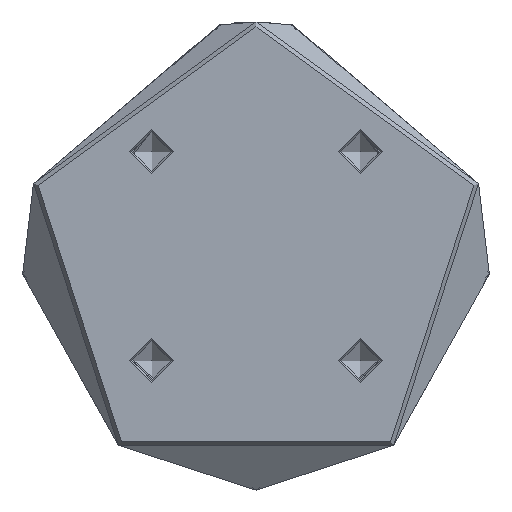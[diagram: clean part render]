
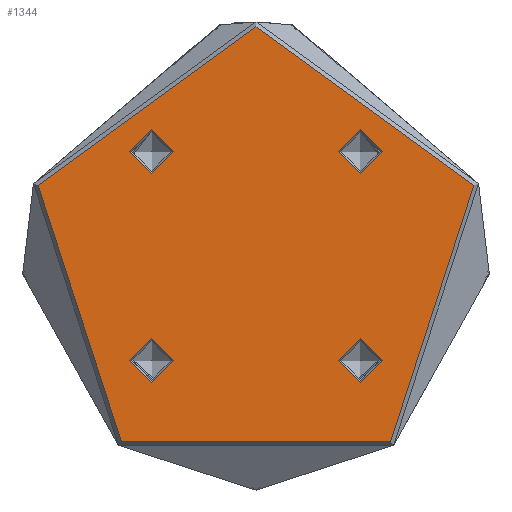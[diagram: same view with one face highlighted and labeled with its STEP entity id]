
A CAD part, front view. The second image highlights one B-rep face of the part: STEP entity #1344.
In plain terms, the highlighted face is planar.
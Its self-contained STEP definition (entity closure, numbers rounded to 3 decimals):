
#179 = AXIS2_PLACEMENT_3D ( 'NONE', #4686, #1669, #5161 ) ;
#204 = EDGE_CURVE ( 'NONE', #4951, #4951, #1039, .T. ) ;
#528 = CARTESIAN_POINT ( 'NONE',  ( 21.213, -21.213, 0. ) ) ;
#538 = FACE_BOUND ( 'NONE', #5475, .T. ) ;
#574 = CIRCLE ( 'NONE', #179, 46.5 ) ;
#579 = CARTESIAN_POINT ( 'NONE',  ( -21.213, -21.213, 0. ) ) ;
#623 = ORIENTED_EDGE ( 'NONE', *, *, #1738, .F. ) ;
#718 = EDGE_LOOP ( 'NONE', ( #3616 ) ) ;
#751 = FACE_BOUND ( 'NONE', #718, .T. ) ;
#954 = VERTEX_POINT ( 'NONE', #2515 ) ;
#1019 = DIRECTION ( 'NONE',  ( 1., 0., 0. ) ) ;
#1039 = CIRCLE ( 'NONE', #6255, 4.5 ) ;
#1054 = VERTEX_POINT ( 'NONE', #2538 ) ;
#1082 = DIRECTION ( 'NONE',  ( -1., 0., 0. ) ) ;
#1115 = PLANE ( 'NONE',  #5255 ) ;
#1344 = ADVANCED_FACE ( 'NONE', ( #1835, #538, #751, #3221, #4553 ), #1115, .F. ) ;
#1365 = CARTESIAN_POINT ( 'NONE',  ( 21.213, 21.213, 0. ) ) ;
#1590 = ORIENTED_EDGE ( 'NONE', *, *, #4803, .T. ) ;
#1617 = DIRECTION ( 'NONE',  ( 0., 0., -1. ) ) ;
#1669 = DIRECTION ( 'NONE',  ( 0., 0., 1. ) ) ;
#1738 = EDGE_CURVE ( 'NONE', #3405, #3405, #2981, .T. ) ;
#1835 = FACE_BOUND ( 'NONE', #3218, .T. ) ;
#1867 = DIRECTION ( 'NONE',  ( 1., 0., 0. ) ) ;
#1904 = EDGE_LOOP ( 'NONE', ( #623 ) ) ;
#2038 = CARTESIAN_POINT ( 'NONE',  ( 25.713, -21.213, 0. ) ) ;
#2298 = CARTESIAN_POINT ( 'NONE',  ( -21.213, 21.213, 0. ) ) ;
#2369 = VERTEX_POINT ( 'NONE', #2038 ) ;
#2515 = CARTESIAN_POINT ( 'NONE',  ( -25.713, -21.213, 0. ) ) ;
#2538 = CARTESIAN_POINT ( 'NONE',  ( 46.5, 0., 0. ) ) ;
#2681 = EDGE_CURVE ( 'NONE', #954, #954, #6189, .T. ) ;
#2811 = DIRECTION ( 'NONE',  ( -1., 0., 0. ) ) ;
#2981 = CIRCLE ( 'NONE', #5645, 4.5 ) ;
#3218 = EDGE_LOOP ( 'NONE', ( #5310 ) ) ;
#3221 = FACE_BOUND ( 'NONE', #1904, .T. ) ;
#3290 = AXIS2_PLACEMENT_3D ( 'NONE', #579, #4111, #1082 ) ;
#3336 = ORIENTED_EDGE ( 'NONE', *, *, #204, .T. ) ;
#3405 = VERTEX_POINT ( 'NONE', #4029 ) ;
#3616 = ORIENTED_EDGE ( 'NONE', *, *, #4256, .T. ) ;
#4029 = CARTESIAN_POINT ( 'NONE',  ( 25.713, 21.213, 0. ) ) ;
#4050 = DIRECTION ( 'NONE',  ( 0., 0., -1. ) ) ;
#4111 = DIRECTION ( 'NONE',  ( 0., 0., 1. ) ) ;
#4149 = CARTESIAN_POINT ( 'NONE',  ( 0., 0., 0. ) ) ;
#4256 = EDGE_CURVE ( 'NONE', #2369, #2369, #4728, .T. ) ;
#4553 = FACE_OUTER_BOUND ( 'NONE', #5879, .T. ) ;
#4686 = CARTESIAN_POINT ( 'NONE',  ( 0., 0., 0. ) ) ;
#4728 = CIRCLE ( 'NONE', #6125, 4.5 ) ;
#4803 = EDGE_CURVE ( 'NONE', #1054, #1054, #574, .T. ) ;
#4868 = DIRECTION ( 'NONE',  ( 0., 0., 1. ) ) ;
#4951 = VERTEX_POINT ( 'NONE', #5878 ) ;
#5113 = DIRECTION ( 'NONE',  ( -1., 0., 0. ) ) ;
#5161 = DIRECTION ( 'NONE',  ( 1., 0., 0. ) ) ;
#5255 = AXIS2_PLACEMENT_3D ( 'NONE', #4149, #1617, #5113 ) ;
#5310 = ORIENTED_EDGE ( 'NONE', *, *, #2681, .F. ) ;
#5475 = EDGE_LOOP ( 'NONE', ( #3336 ) ) ;
#5645 = AXIS2_PLACEMENT_3D ( 'NONE', #1365, #4868, #1867 ) ;
#5718 = DIRECTION ( 'NONE',  ( 0., 0., -1. ) ) ;
#5878 = CARTESIAN_POINT ( 'NONE',  ( -25.713, 21.213, 0. ) ) ;
#5879 = EDGE_LOOP ( 'NONE', ( #1590 ) ) ;
#6125 = AXIS2_PLACEMENT_3D ( 'NONE', #528, #4050, #1019 ) ;
#6189 = CIRCLE ( 'NONE', #3290, 4.5 ) ;
#6255 = AXIS2_PLACEMENT_3D ( 'NONE', #2298, #5718, #2811 ) ;
